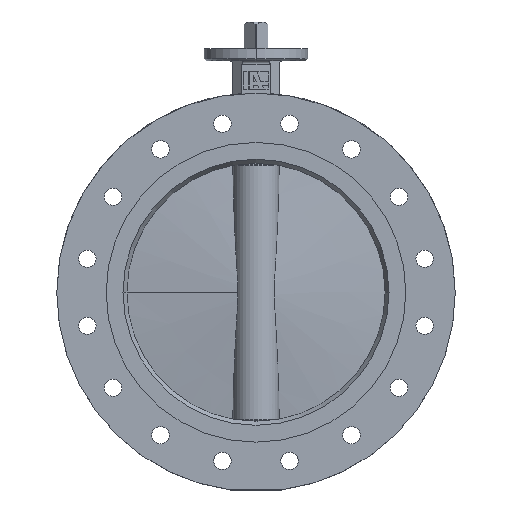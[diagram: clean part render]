
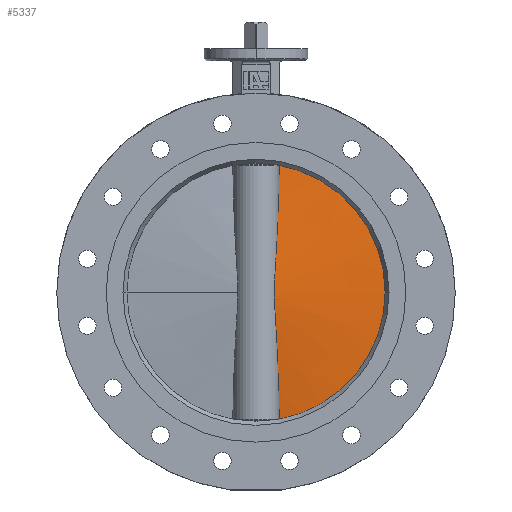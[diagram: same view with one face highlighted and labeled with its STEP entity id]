
A CAD part, top view. The second image highlights one B-rep face of the part: STEP entity #5337.
In plain terms, the highlighted conical face has half-angle 83.838 degrees and reference radius 9262.33 mm.
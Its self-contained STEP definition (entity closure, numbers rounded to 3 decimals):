
#9 = AXIS2_PLACEMENT_3D ( 'NONE', #3346, #3347, #3348 ) ;
#29 = AXIS2_PLACEMENT_3D ( 'NONE', #3558, #3559, #3560 ) ;
#236 = EDGE_LOOP ( 'NONE', ( #5894, #5895, #5896 ) ) ;
#1399 = B_SPLINE_CURVE_WITH_KNOTS ( 'NONE', 3,
 ( #3519, #3520, #3524, #3525, #3526, #3527, #3528, #3529, #3530, #3531, #3532, #3533, #3534, #3535, #3536, #3537, #3538, #3539, #3540, #3541, #3542, #3543, #3544, #3545, #3546, #3547, #3548, #3549, #3550, #3551, #3552, #3553, #3554, #3555, #3556, #3557 ),
 .UNSPECIFIED., .F., .F.,
 ( 4, 2, 2, 2, 2, 2, 2, 2, 2, 2, 2, 2, 2, 2, 2, 2, 2, 4 ),
 ( -0.172, -0.124, -0.076, -0.053, -0.029, -0.017, -0.005, 0.007, 0.019, 0.031, 0.037, 0.043, 0.055, 0.067, 0.091, 0.115, 0.162, 0.21 ),
 .UNSPECIFIED. ) ;
#2182 = CARTESIAN_POINT ( 'NONE',  ( 4.095, -190.487, -34.76 ) ) ;
#2186 = CARTESIAN_POINT ( 'NONE',  ( 4.095, 0., -193.633 ) ) ;
#2208 = CARTESIAN_POINT ( 'NONE',  ( 4.095, 190.487, -34.76 ) ) ;
#2754 = FACE_OUTER_BOUND ( 'NONE', #236, .T. ) ;
#2783 = CONICAL_SURFACE ( 'NONE', #6026, 9262.327, 1.463 ) ;
#2958 = CIRCLE ( 'NONE', #9, 193.633 ) ;
#2996 = CIRCLE ( 'NONE', #29, 193.633 ) ;
#3346 = CARTESIAN_POINT ( 'NONE',  ( 4.095, 0., 0. ) ) ;
#3347 = DIRECTION ( 'NONE',  ( 1., 0., 0. ) ) ;
#3348 = DIRECTION ( 'NONE',  ( 0., 0., -1. ) ) ;
#3519 = CARTESIAN_POINT ( 'NONE',  ( 4.095, -190.487, -34.76 ) ) ;
#3520 = CARTESIAN_POINT ( 'NONE',  ( 5.784, -174.614, -34.561 ) ) ;
#3524 = CARTESIAN_POINT ( 'NONE',  ( 7.471, -158.743, -34.238 ) ) ;
#3525 = CARTESIAN_POINT ( 'NONE',  ( 10.828, -127.004, -33.328 ) ) ;
#3526 = CARTESIAN_POINT ( 'NONE',  ( 12.5, -111.14, -32.741 ) ) ;
#3527 = CARTESIAN_POINT ( 'NONE',  ( 14.972, -87.351, -31.649 ) ) ;
#3528 = CARTESIAN_POINT ( 'NONE',  ( 15.79, -79.423, -31.249 ) ) ;
#3529 = CARTESIAN_POINT ( 'NONE',  ( 17.399, -63.566, -30.383 ) ) ;
#3530 = CARTESIAN_POINT ( 'NONE',  ( 18.192, -55.639, -29.914 ) ) ;
#3531 = CARTESIAN_POINT ( 'NONE',  ( 19.326, -43.743, -29.184 ) ) ;
#3532 = CARTESIAN_POINT ( 'NONE',  ( 19.695, -39.777, -28.936 ) ) ;
#3533 = CARTESIAN_POINT ( 'NONE',  ( 20.397, -31.842, -28.446 ) ) ;
#3534 = CARTESIAN_POINT ( 'NONE',  ( 20.73, -27.872, -28.203 ) ) ;
#3535 = CARTESIAN_POINT ( 'NONE',  ( 21.324, -19.924, -27.756 ) ) ;
#3536 = CARTESIAN_POINT ( 'NONE',  ( 21.585, -15.944, -27.553 ) ) ;
#3537 = CARTESIAN_POINT ( 'NONE',  ( 21.958, -7.985, -27.256 ) ) ;
#3538 = CARTESIAN_POINT ( 'NONE',  ( 22.067, -4.004, -27.167 ) ) ;
#3539 = CARTESIAN_POINT ( 'NONE',  ( 22.067, 3.96, -27.167 ) ) ;
#3540 = CARTESIAN_POINT ( 'NONE',  ( 21.96, 7.943, -27.255 ) ) ;
#3541 = CARTESIAN_POINT ( 'NONE',  ( 21.68, 13.92, -27.477 ) ) ;
#3542 = CARTESIAN_POINT ( 'NONE',  ( 21.568, 15.912, -27.565 ) ) ;
#3543 = CARTESIAN_POINT ( 'NONE',  ( 21.317, 19.893, -27.76 ) ) ;
#3544 = CARTESIAN_POINT ( 'NONE',  ( 21.178, 21.882, -27.866 ) ) ;
#3545 = CARTESIAN_POINT ( 'NONE',  ( 20.733, 27.844, -28.201 ) ) ;
#3546 = CARTESIAN_POINT ( 'NONE',  ( 20.399, 31.814, -28.444 ) ) ;
#3547 = CARTESIAN_POINT ( 'NONE',  ( 19.698, 39.751, -28.934 ) ) ;
#3548 = CARTESIAN_POINT ( 'NONE',  ( 19.329, 43.717, -29.182 ) ) ;
#3549 = CARTESIAN_POINT ( 'NONE',  ( 18.194, 55.615, -29.913 ) ) ;
#3550 = CARTESIAN_POINT ( 'NONE',  ( 17.401, 63.544, -30.381 ) ) ;
#3551 = CARTESIAN_POINT ( 'NONE',  ( 15.792, 79.403, -31.248 ) ) ;
#3552 = CARTESIAN_POINT ( 'NONE',  ( 14.974, 87.333, -31.648 ) ) ;
#3553 = CARTESIAN_POINT ( 'NONE',  ( 12.501, 111.126, -32.741 ) ) ;
#3554 = CARTESIAN_POINT ( 'NONE',  ( 10.829, 126.992, -33.328 ) ) ;
#3555 = CARTESIAN_POINT ( 'NONE',  ( 7.472, 158.736, -34.237 ) ) ;
#3556 = CARTESIAN_POINT ( 'NONE',  ( 5.785, 174.611, -34.561 ) ) ;
#3557 = CARTESIAN_POINT ( 'NONE',  ( 4.095, 190.487, -34.76 ) ) ;
#3558 = CARTESIAN_POINT ( 'NONE',  ( 4.095, 0., 0. ) ) ;
#3559 = DIRECTION ( 'NONE',  ( 1., 0., 0. ) ) ;
#3560 = DIRECTION ( 'NONE',  ( 0., 0., -1. ) ) ;
#4660 = VERTEX_POINT ( 'NONE', #2182 ) ;
#4664 = VERTEX_POINT ( 'NONE', #2186 ) ;
#4686 = VERTEX_POINT ( 'NONE', #2208 ) ;
#5337 = ADVANCED_FACE ( 'NONE', ( #2754 ), #2783, .T. ) ;
#5468 = EDGE_CURVE ( 'NONE', #4660, #4664, #2958, .T. ) ;
#5503 = EDGE_CURVE ( 'NONE', #4660, #4686, #1399, .T. ) ;
#5504 = EDGE_CURVE ( 'NONE', #4664, #4686, #2996, .T. ) ;
#5894 = ORIENTED_EDGE ( 'NONE', *, *, #5503, .F. ) ;
#5895 = ORIENTED_EDGE ( 'NONE', *, *, #5468, .T. ) ;
#5896 = ORIENTED_EDGE ( 'NONE', *, *, #5504, .T. ) ;
#6026 = AXIS2_PLACEMENT_3D ( 'NONE', #6427, #6428, #6426 ) ;
#6426 = DIRECTION ( 'NONE',  ( 0., 0., 1. ) ) ;
#6427 = CARTESIAN_POINT ( 'NONE',  ( -975., 0., 0. ) ) ;
#6428 = DIRECTION ( 'NONE',  ( -1., 0., 0. ) ) ;
